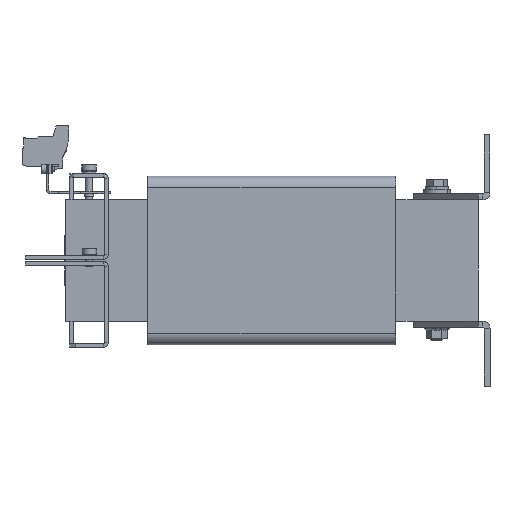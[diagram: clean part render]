
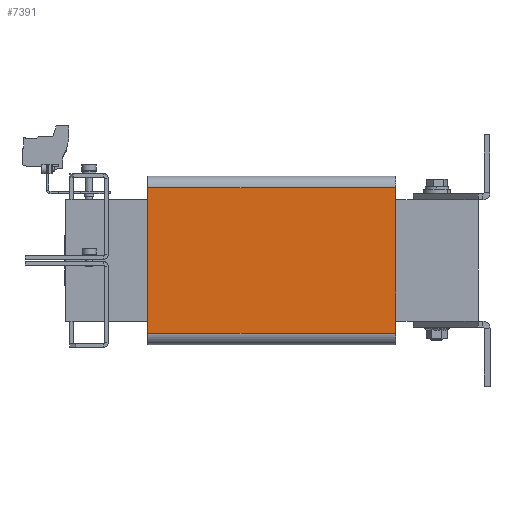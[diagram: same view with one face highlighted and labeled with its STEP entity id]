
A CAD part, left-side view. The second image highlights one B-rep face of the part: STEP entity #7391.
In plain terms, the highlighted planar face has unit normal (-1, 0, 0).
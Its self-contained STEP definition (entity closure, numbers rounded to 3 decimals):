
#245 = ORIENTED_EDGE ( 'NONE', *, *, #2965, .T. ) ;
#902 = VECTOR ( 'NONE', #6510, 1000. ) ;
#1276 = DIRECTION ( 'NONE',  ( 0., -1., 0. ) ) ;
#1278 = LINE ( 'NONE', #6126, #17024 ) ;
#2965 = EDGE_CURVE ( 'NONE', #14770, #4283, #21662, .T. ) ;
#3799 = EDGE_CURVE ( 'NONE', #15276, #6085, #1278, .T. ) ;
#4283 = VERTEX_POINT ( 'NONE', #18246 ) ;
#4645 = FACE_OUTER_BOUND ( 'NONE', #14354, .T. ) ;
#4927 = CARTESIAN_POINT ( 'NONE',  ( -205., -105., -61.5 ) ) ;
#5032 = CARTESIAN_POINT ( 'NONE',  ( -205., 105.001, -61.5 ) ) ;
#6085 = VERTEX_POINT ( 'NONE', #7380 ) ;
#6126 = CARTESIAN_POINT ( 'NONE',  ( -205., 298.259, 61.5 ) ) ;
#6180 = CARTESIAN_POINT ( 'NONE',  ( -205., 298.259, -61.5 ) ) ;
#6507 = DIRECTION ( 'NONE',  ( 0., -1., 0. ) ) ;
#6510 = DIRECTION ( 'NONE',  ( 0., 0., 1. ) ) ;
#6559 = CARTESIAN_POINT ( 'NONE',  ( -205., 298.259, -61.5 ) ) ;
#6740 = DIRECTION ( 'NONE',  ( 0., 0., 1. ) ) ;
#7083 = ORIENTED_EDGE ( 'NONE', *, *, #15878, .F. ) ;
#7380 = CARTESIAN_POINT ( 'NONE',  ( -205., -105., 61.5 ) ) ;
#7391 = ADVANCED_FACE ( 'Defeature ausgef�hrt1_12', ( #4645 ), #13558, .F. ) ;
#9430 = VECTOR ( 'NONE', #6740, 1000. ) ;
#9709 = ORIENTED_EDGE ( 'NONE', *, *, #3799, .F. ) ;
#9953 = DIRECTION ( 'NONE',  ( 1., 0., 0. ) ) ;
#13242 = DIRECTION ( 'NONE',  ( 0., -1., 0. ) ) ;
#13558 = PLANE ( 'NONE',  #17826 ) ;
#13747 = VECTOR ( 'NONE', #6507, 1000. ) ;
#14354 = EDGE_LOOP ( 'NONE', ( #7083, #245, #19493, #9709 ) ) ;
#14770 = VERTEX_POINT ( 'NONE', #15898 ) ;
#15276 = VERTEX_POINT ( 'NONE', #22252 ) ;
#15878 = EDGE_CURVE ( 'NONE', #14770, #15276, #18930, .T. ) ;
#15898 = CARTESIAN_POINT ( 'NONE',  ( -205., 105.001, -61.5 ) ) ;
#17024 = VECTOR ( 'NONE', #13242, 1000. ) ;
#17826 = AXIS2_PLACEMENT_3D ( 'NONE', #6559, #9953, #1276 ) ;
#18246 = CARTESIAN_POINT ( 'NONE',  ( -205., -105., -61.5 ) ) ;
#18603 = LINE ( 'NONE', #4927, #9430 ) ;
#18930 = LINE ( 'NONE', #5032, #902 ) ;
#19493 = ORIENTED_EDGE ( 'NONE', *, *, #20957, .T. ) ;
#20957 = EDGE_CURVE ( 'NONE', #4283, #6085, #18603, .T. ) ;
#21662 = LINE ( 'NONE', #6180, #13747 ) ;
#22252 = CARTESIAN_POINT ( 'NONE',  ( -205., 105.001, 61.5 ) ) ;
